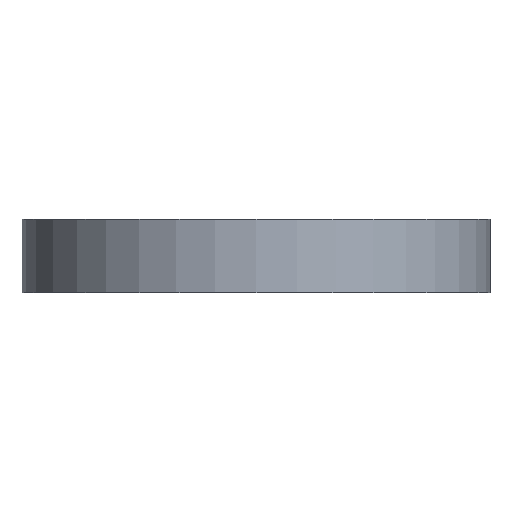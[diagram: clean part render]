
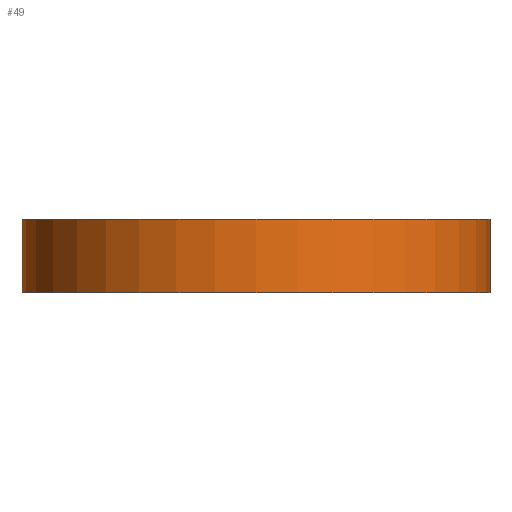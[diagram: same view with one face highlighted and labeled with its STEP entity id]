
A CAD part, front view. The second image highlights one B-rep face of the part: STEP entity #49.
In plain terms, the highlighted cylindrical face has radius 350 mm (diameter 700 mm), a full revolution.
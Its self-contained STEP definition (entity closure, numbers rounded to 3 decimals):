
#49=ADVANCED_FACE('',(#59,#60),#56,.T.);
#56=CYLINDRICAL_SURFACE('',#114,350.);
#59=FACE_BOUND('',#69,.T.);
#60=FACE_BOUND('',#70,.T.);
#69=EDGE_LOOP('',(#81));
#70=EDGE_LOOP('',(#82));
#81=ORIENTED_EDGE('',*,*,#99,.F.);
#82=ORIENTED_EDGE('',*,*,#100,.T.);
#93=VERTEX_POINT('',#155);
#94=VERTEX_POINT('',#157);
#99=EDGE_CURVE('',#93,#93,#105,.T.);
#100=EDGE_CURVE('',#94,#94,#106,.T.);
#105=CIRCLE('',#112,350.);
#106=CIRCLE('',#113,350.);
#112=AXIS2_PLACEMENT_3D('',#154,#127,#128);
#113=AXIS2_PLACEMENT_3D('',#156,#129,#130);
#114=AXIS2_PLACEMENT_3D('',#158,#131,#132);
#127=DIRECTION('',(0.,0.,1.));
#128=DIRECTION('',(1.,0.,0.));
#129=DIRECTION('',(0.,0.,1.));
#130=DIRECTION('',(1.,0.,0.));
#131=DIRECTION('',(0.,0.,-1.));
#132=DIRECTION('',(-1.,0.,0.));
#154=CARTESIAN_POINT('',(0.,0.,110.));
#155=CARTESIAN_POINT('',(350.,0.,110.));
#156=CARTESIAN_POINT('',(0.,0.,0.));
#157=CARTESIAN_POINT('',(350.,0.,0.));
#158=CARTESIAN_POINT('',(0.,0.,110.));
